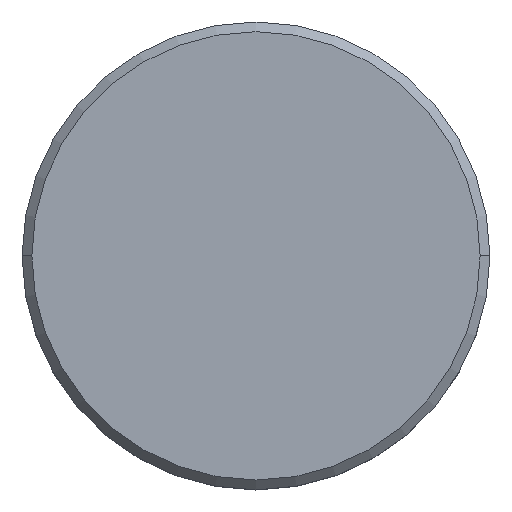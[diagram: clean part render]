
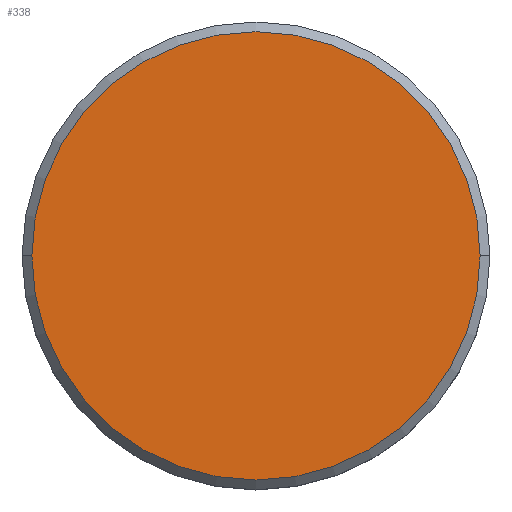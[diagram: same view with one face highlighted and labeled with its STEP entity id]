
A CAD part, top view. The second image highlights one B-rep face of the part: STEP entity #338.
In plain terms, the highlighted planar face has unit normal (0, 0, 1).
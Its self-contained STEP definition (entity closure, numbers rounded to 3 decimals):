
#12 = PLANE ( 'NONE',  #547 ) ;
#42 = CIRCLE ( 'NONE', #565, 11.5 ) ;
#48 = DIRECTION ( 'NONE',  ( 0., 0., 1. ) ) ;
#66 = ORIENTED_EDGE ( 'NONE', *, *, #515, .T. ) ;
#91 = DIRECTION ( 'NONE',  ( 1., 0., 0. ) ) ;
#110 = CARTESIAN_POINT ( 'NONE',  ( 0., 0., 0. ) ) ;
#112 = EDGE_LOOP ( 'NONE', ( #66, #446 ) ) ;
#135 = DIRECTION ( 'NONE',  ( 0., 0., 1. ) ) ;
#142 = CARTESIAN_POINT ( 'NONE',  ( 11.5, 0., 0. ) ) ;
#196 = CIRCLE ( 'NONE', #366, 11.5 ) ;
#237 = VERTEX_POINT ( 'NONE', #142 ) ;
#260 = VERTEX_POINT ( 'NONE', #274 ) ;
#264 = FACE_OUTER_BOUND ( 'NONE', #112, .T. ) ;
#274 = CARTESIAN_POINT ( 'NONE',  ( -11.5, 0., 0. ) ) ;
#275 = CARTESIAN_POINT ( 'NONE',  ( 0., 0., 0. ) ) ;
#302 = DIRECTION ( 'NONE',  ( 0., 0., 1. ) ) ;
#336 = EDGE_CURVE ( 'NONE', #237, #260, #196, .T. ) ;
#338 = ADVANCED_FACE ( 'NONE', ( #264 ), #12, .T. ) ;
#366 = AXIS2_PLACEMENT_3D ( 'NONE', #549, #135, #91 ) ;
#446 = ORIENTED_EDGE ( 'NONE', *, *, #336, .T. ) ;
#476 = DIRECTION ( 'NONE',  ( 1., 0., 0. ) ) ;
#515 = EDGE_CURVE ( 'NONE', #260, #237, #42, .T. ) ;
#534 = DIRECTION ( 'NONE',  ( 1., 0., 0. ) ) ;
#547 = AXIS2_PLACEMENT_3D ( 'NONE', #275, #48, #476 ) ;
#549 = CARTESIAN_POINT ( 'NONE',  ( 0., 0., 0. ) ) ;
#565 = AXIS2_PLACEMENT_3D ( 'NONE', #110, #302, #534 ) ;
